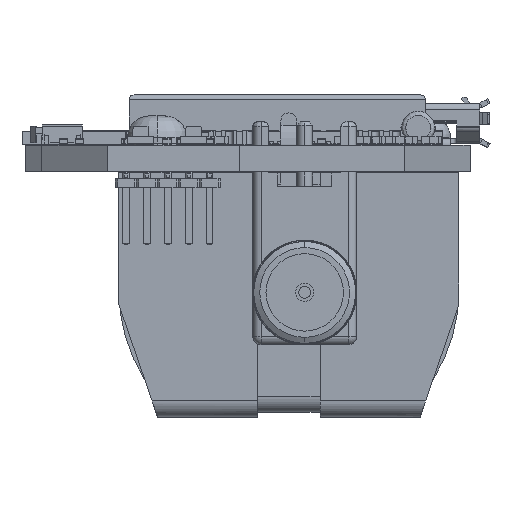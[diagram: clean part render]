
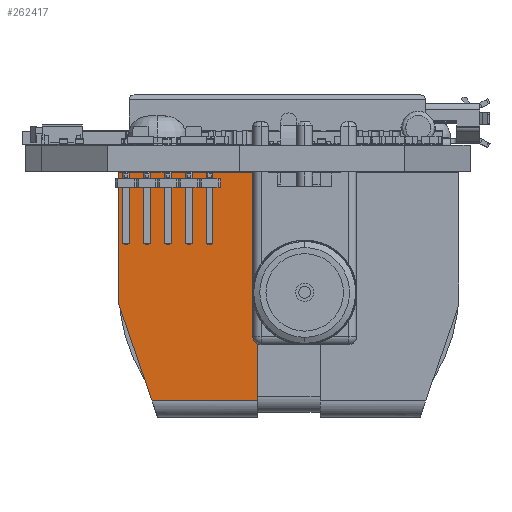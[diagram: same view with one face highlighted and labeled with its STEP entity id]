
A CAD part, left-side view. The second image highlights one B-rep face of the part: STEP entity #262417.
In plain terms, the highlighted face is planar.
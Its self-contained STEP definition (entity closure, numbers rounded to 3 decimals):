
#255835 = PLANE('',#255836);
#255836 = AXIS2_PLACEMENT_3D('',#255837,#255838,#255839);
#255837 = CARTESIAN_POINT('',(0.,0.,0.));
#255838 = DIRECTION('',(0.,1.,0.));
#255839 = DIRECTION('',(0.,-0.,1.));
#258065 = VERTEX_POINT('',#258066);
#258066 = CARTESIAN_POINT('',(1.905,0.,38.527));
#258080 = PLANE('',#258081);
#258081 = AXIS2_PLACEMENT_3D('',#258082,#258083,#258084);
#258082 = CARTESIAN_POINT('',(1.905,14.859,35.636));
#258083 = DIRECTION('',(1.,0.,0.));
#258084 = DIRECTION('',(0.,0.,-1.));
#258092 = EDGE_CURVE('',#258065,#258093,#258095,.T.);
#258093 = VERTEX_POINT('',#258094);
#258094 = CARTESIAN_POINT('',(10.325,0.,38.527));
#258095 = SURFACE_CURVE('',#258096,(#258100,#258107),.PCURVE_S1.);
#258096 = LINE('',#258097,#258098);
#258097 = CARTESIAN_POINT('',(1.905,0.,38.527));
#258098 = VECTOR('',#258099,1.);
#258099 = DIRECTION('',(1.,0.,0.));
#258100 = PCURVE('',#255835,#258101);
#258101 = DEFINITIONAL_REPRESENTATION('',(#258102),#258106);
#258102 = LINE('',#258103,#258104);
#258103 = CARTESIAN_POINT('',(38.527,1.905));
#258104 = VECTOR('',#258105,1.);
#258105 = DIRECTION('',(0.,1.));
#258106 = ( GEOMETRIC_REPRESENTATION_CONTEXT(2) 
PARAMETRIC_REPRESENTATION_CONTEXT() REPRESENTATION_CONTEXT('2D SPACE',''
  ) );
#258107 = PCURVE('',#258108,#258113);
#258108 = PLANE('',#258109);
#258109 = AXIS2_PLACEMENT_3D('',#258110,#258111,#258112);
#258110 = CARTESIAN_POINT('',(115.26,0.,38.527));
#258111 = DIRECTION('',(0.,0.017,1.));
#258112 = DIRECTION('',(0.,-1.,0.017));
#258113 = DEFINITIONAL_REPRESENTATION('',(#258114),#258118);
#258114 = LINE('',#258115,#258116);
#258115 = CARTESIAN_POINT('',(0.,-113.355));
#258116 = VECTOR('',#258117,1.);
#258117 = DIRECTION('',(0.,1.));
#258118 = ( GEOMETRIC_REPRESENTATION_CONTEXT(2) 
PARAMETRIC_REPRESENTATION_CONTEXT() REPRESENTATION_CONTEXT('2D SPACE',''
  ) );
#258136 = PLANE('',#258137);
#258137 = AXIS2_PLACEMENT_3D('',#258138,#258139,#258140);
#258138 = CARTESIAN_POINT('',(10.325,14.859,38.527));
#258139 = DIRECTION('',(-1.,0.,0.));
#258140 = DIRECTION('',(0.,0.,1.));
#260571 = CYLINDRICAL_SURFACE('',#260572,1.016);
#260572 = AXIS2_PLACEMENT_3D('',#260573,#260574,#260575);
#260573 = CARTESIAN_POINT('',(0.,13.843,37.269));
#260574 = DIRECTION('',(1.,0.,0.));
#260575 = DIRECTION('',(0.,0.,-1.));
#260599 = PLANE('',#260600);
#260600 = AXIS2_PLACEMENT_3D('',#260601,#260602,#260603);
#260601 = CARTESIAN_POINT('',(13.08,0.,
    147.343));
#260602 = DIRECTION('',(-0.946,-0.326,0.));
#260603 = DIRECTION('',(0.326,-0.946,0.));
#260857 = EDGE_CURVE('',#258093,#260858,#260860,.T.);
#260858 = VERTEX_POINT('',#260859);
#260859 = CARTESIAN_POINT('',(10.325,8.001,38.387));
#260860 = SURFACE_CURVE('',#260861,(#260865,#260872),.PCURVE_S1.);
#260861 = LINE('',#260862,#260863);
#260862 = CARTESIAN_POINT('',(10.325,14.854,38.268));
#260863 = VECTOR('',#260864,1.);
#260864 = DIRECTION('',(0.,1.,-0.017));
#260865 = PCURVE('',#258136,#260866);
#260866 = DEFINITIONAL_REPRESENTATION('',(#260867),#260871);
#260867 = LINE('',#260868,#260869);
#260868 = CARTESIAN_POINT('',(-0.259,-0.005));
#260869 = VECTOR('',#260870,1.);
#260870 = DIRECTION('',(-0.017,1.));
#260871 = ( GEOMETRIC_REPRESENTATION_CONTEXT(2) 
PARAMETRIC_REPRESENTATION_CONTEXT() REPRESENTATION_CONTEXT('2D SPACE',''
  ) );
#260872 = PCURVE('',#258108,#260873);
#260873 = DEFINITIONAL_REPRESENTATION('',(#260874),#260878);
#260874 = LINE('',#260875,#260876);
#260875 = CARTESIAN_POINT('',(-14.857,-104.934));
#260876 = VECTOR('',#260877,1.);
#260877 = DIRECTION('',(-1.,0.));
#260878 = ( GEOMETRIC_REPRESENTATION_CONTEXT(2) 
PARAMETRIC_REPRESENTATION_CONTEXT() REPRESENTATION_CONTEXT('2D SPACE',''
  ) );
#262120 = VERTEX_POINT('',#262121);
#262121 = CARTESIAN_POINT('',(1.905,13.861,38.285));
#262147 = EDGE_CURVE('',#262120,#258065,#262148,.T.);
#262148 = SURFACE_CURVE('',#262149,(#262153,#262160),.PCURVE_S1.);
#262149 = LINE('',#262150,#262151);
#262150 = CARTESIAN_POINT('',(1.905,14.905,38.267));
#262151 = VECTOR('',#262152,1.);
#262152 = DIRECTION('',(0.,-1.,0.017));
#262153 = PCURVE('',#258080,#262154);
#262154 = DEFINITIONAL_REPRESENTATION('',(#262155),#262159);
#262155 = LINE('',#262156,#262157);
#262156 = CARTESIAN_POINT('',(-2.631,0.046));
#262157 = VECTOR('',#262158,1.);
#262158 = DIRECTION('',(-0.017,-1.));
#262159 = ( GEOMETRIC_REPRESENTATION_CONTEXT(2) 
PARAMETRIC_REPRESENTATION_CONTEXT() REPRESENTATION_CONTEXT('2D SPACE',''
  ) );
#262160 = PCURVE('',#258108,#262161);
#262161 = DEFINITIONAL_REPRESENTATION('',(#262162),#262166);
#262162 = LINE('',#262163,#262164);
#262163 = CARTESIAN_POINT('',(-14.907,-113.355));
#262164 = VECTOR('',#262165,1.);
#262165 = DIRECTION('',(1.,0.));
#262166 = ( GEOMETRIC_REPRESENTATION_CONTEXT(2) 
PARAMETRIC_REPRESENTATION_CONTEXT() REPRESENTATION_CONTEXT('2D SPACE',''
  ) );
#262417 = ADVANCED_FACE('',(#262418),#258108,.T.);
#262418 = FACE_BOUND('',#262419,.T.);
#262419 = EDGE_LOOP('',(#262420,#262443,#262464,#262465,#262466));
#262420 = ORIENTED_EDGE('',*,*,#262421,.F.);
#262421 = EDGE_CURVE('',#262422,#260858,#262424,.T.);
#262422 = VERTEX_POINT('',#262423);
#262423 = CARTESIAN_POINT('',(8.307,13.861,
    38.285));
#262424 = SURFACE_CURVE('',#262425,(#262429,#262436),.PCURVE_S1.);
#262425 = LINE('',#262426,#262427);
#262426 = CARTESIAN_POINT('',(23.908,-31.445,
    39.076));
#262427 = VECTOR('',#262428,1.);
#262428 = DIRECTION('',(0.326,-0.945,
    0.017));
#262429 = PCURVE('',#258108,#262430);
#262430 = DEFINITIONAL_REPRESENTATION('',(#262431),#262435);
#262431 = LINE('',#262432,#262433);
#262432 = CARTESIAN_POINT('',(31.45,-91.352));
#262433 = VECTOR('',#262434,1.);
#262434 = DIRECTION('',(0.946,0.326));
#262435 = ( GEOMETRIC_REPRESENTATION_CONTEXT(2) 
PARAMETRIC_REPRESENTATION_CONTEXT() REPRESENTATION_CONTEXT('2D SPACE',''
  ) );
#262436 = PCURVE('',#260599,#262437);
#262437 = DEFINITIONAL_REPRESENTATION('',(#262438),#262442);
#262438 = LINE('',#262439,#262440);
#262439 = CARTESIAN_POINT('',(33.257,-108.267));
#262440 = VECTOR('',#262441,1.);
#262441 = DIRECTION('',(1.,0.017));
#262442 = ( GEOMETRIC_REPRESENTATION_CONTEXT(2) 
PARAMETRIC_REPRESENTATION_CONTEXT() REPRESENTATION_CONTEXT('2D SPACE',''
  ) );
#262443 = ORIENTED_EDGE('',*,*,#262444,.T.);
#262444 = EDGE_CURVE('',#262422,#262120,#262445,.T.);
#262445 = SURFACE_CURVE('',#262446,(#262450,#262457),.PCURVE_S1.);
#262446 = LINE('',#262447,#262448);
#262447 = CARTESIAN_POINT('',(115.26,13.861,
    38.285));
#262448 = VECTOR('',#262449,1.);
#262449 = DIRECTION('',(-1.,-0.,0.));
#262450 = PCURVE('',#258108,#262451);
#262451 = DEFINITIONAL_REPRESENTATION('',(#262452),#262456);
#262452 = LINE('',#262453,#262454);
#262453 = CARTESIAN_POINT('',(-13.863,0.));
#262454 = VECTOR('',#262455,1.);
#262455 = DIRECTION('',(0.,-1.));
#262456 = ( GEOMETRIC_REPRESENTATION_CONTEXT(2) 
PARAMETRIC_REPRESENTATION_CONTEXT() REPRESENTATION_CONTEXT('2D SPACE',''
  ) );
#262457 = PCURVE('',#260571,#262458);
#262458 = DEFINITIONAL_REPRESENTATION('',(#262459),#262463);
#262459 = LINE('',#262460,#262461);
#262460 = CARTESIAN_POINT('',(3.124,115.26));
#262461 = VECTOR('',#262462,1.);
#262462 = DIRECTION('',(0.,-1.));
#262463 = ( GEOMETRIC_REPRESENTATION_CONTEXT(2) 
PARAMETRIC_REPRESENTATION_CONTEXT() REPRESENTATION_CONTEXT('2D SPACE',''
  ) );
#262464 = ORIENTED_EDGE('',*,*,#262147,.T.);
#262465 = ORIENTED_EDGE('',*,*,#258092,.T.);
#262466 = ORIENTED_EDGE('',*,*,#260857,.T.);
